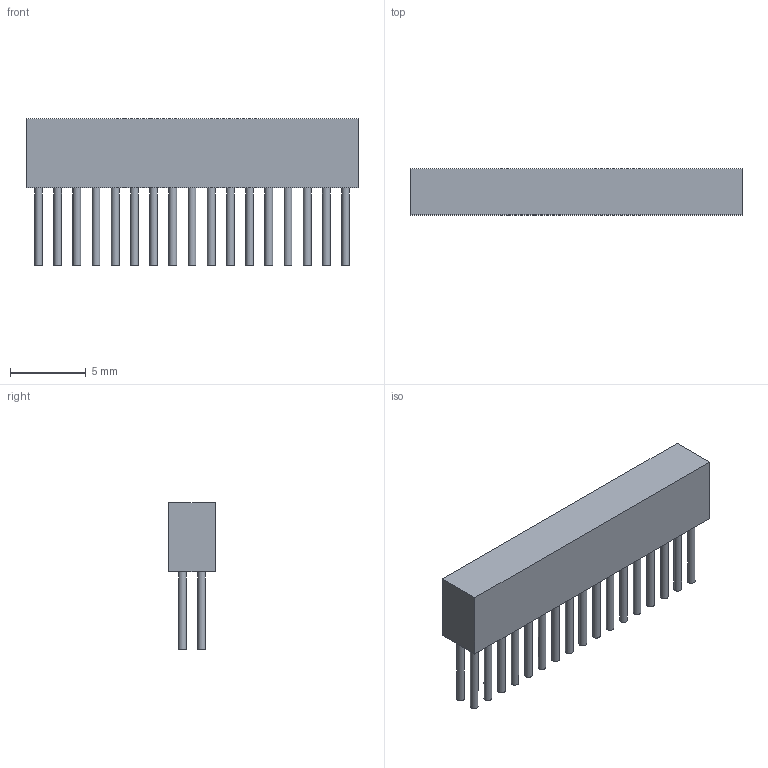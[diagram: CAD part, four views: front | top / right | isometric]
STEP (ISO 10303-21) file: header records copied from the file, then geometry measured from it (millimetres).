
FILE_DESCRIPTION(('FreeCAD Model'),'2;1');
FILE_NAME('11834297.1.7.stp','2020-05-04T12:18:13',( 'Author'),(''),'Open CASCADE STEP processor 6.9','FreeCAD','Unknown' );
FILE_SCHEMA(('AUTOMOTIVE_DESIGN { 1 0 10303 214 1 1 1 1 }'));
Length unit declared in the file: millimetre
Products named in the file (3): ASSEMBLY; Body; Leads
Assembly tree (35 placements, depth 2):
  ASSEMBLY
    Body
    Leads  x34
Bounding box: 21.97 x 3.05 x 9.67 mm (x, y, z)
Surface area: 10281 mm2
Topology: 1157 solids, 1157 shells, 3474 faces, 3480 edges, 2320 vertices
Faces by surface type: plane 2318, cylinder 1156
Full cylindrical faces by diameter (mm): 0.51 x1156
Entity records: 4069 total; most frequent: DIRECTION 698, CARTESIAN_POINT 562, ORIENTED_EDGE 228, PCURVE 228, DEFINITIONAL_REPRESENTATION 228, AXIS2_PLACEMENT_3D 212, LINE 206, VECTOR 206
